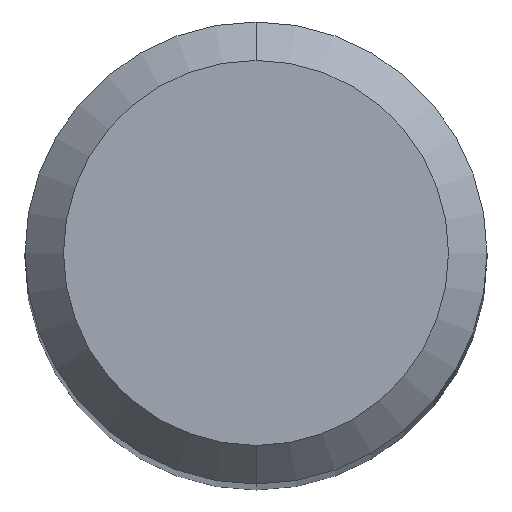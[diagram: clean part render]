
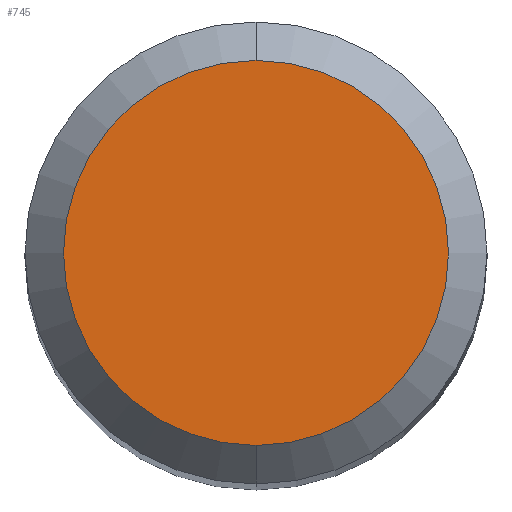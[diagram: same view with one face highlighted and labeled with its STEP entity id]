
A CAD part, top view. The second image highlights one B-rep face of the part: STEP entity #745.
In plain terms, the highlighted planar face has unit normal (0, 0, 1).
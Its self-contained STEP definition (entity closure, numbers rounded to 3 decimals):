
#566=CARTESIAN_POINT('',(0.,0.,60.));
#567=DIRECTION('',(0.,0.,-1.));
#568=DIRECTION('',(0.,-1.,0.));
#569=AXIS2_PLACEMENT_3D('',#566,#567,#568);
#574=CARTESIAN_POINT('',(0.,0.,60.));
#575=DIRECTION('',(0.,0.,-1.));
#576=DIRECTION('',(0.,1.,0.));
#577=AXIS2_PLACEMENT_3D('',#574,#575,#576);
#666=CARTESIAN_POINT('',(0.,2.5,60.));
#667=VERTEX_POINT('',#666);
#668=CARTESIAN_POINT('',(0.,-2.5,60.));
#669=VERTEX_POINT('',#668);
#736=CARTESIAN_POINT('',(0.,0.,60.));
#737=DIRECTION('',(0.,0.,-1.));
#738=DIRECTION('',(0.,-1.,0.));
#739=AXIS2_PLACEMENT_3D('',#736,#737,#738);
#740=PLANE('',#739);
#741=ORIENTED_EDGE('',*,*,#715,.T.);
#742=ORIENTED_EDGE('',*,*,#731,.T.);
#743=EDGE_LOOP('',(#741,#742));
#744=FACE_OUTER_BOUND('',#743,.F.);
#570=CIRCLE('',#569,2.5);
#578=CIRCLE('',#577,2.5);
#715=EDGE_CURVE('',#669,#667,#570,.T.);
#731=EDGE_CURVE('',#667,#669,#578,.T.);
#745=ADVANCED_FACE('',(#744),#740,.F.);
